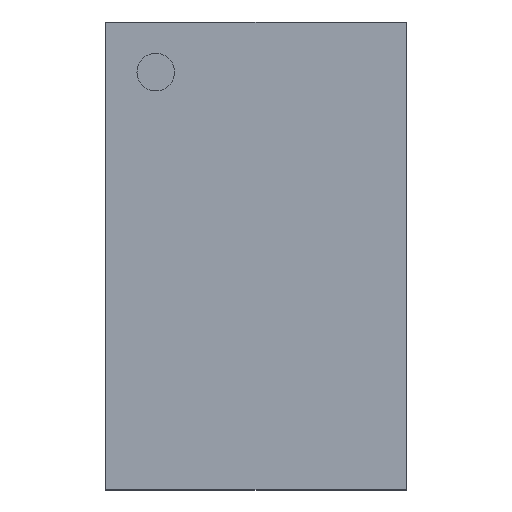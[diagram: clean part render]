
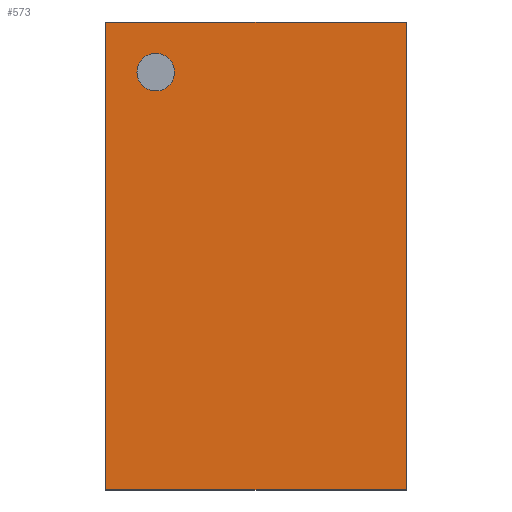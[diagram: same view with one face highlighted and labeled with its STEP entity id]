
A CAD part, top view. The second image highlights one B-rep face of the part: STEP entity #573.
In plain terms, the highlighted planar face has unit normal (0, 0, 1).
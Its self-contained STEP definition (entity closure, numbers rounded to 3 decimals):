
#509 = VERTEX_POINT('',#510);
#510 = CARTESIAN_POINT('',(0.,0.,1.2));
#525 = VERTEX_POINT('',#526);
#526 = CARTESIAN_POINT('',(0.,14.,1.2));
#532 = EDGE_CURVE('',#509,#525,#533,.T.);
#533 = LINE('',#534,#535);
#534 = CARTESIAN_POINT('',(0.,0.,1.2));
#535 = VECTOR('',#536,1.);
#536 = DIRECTION('',(-0.,1.,0.));
#555 = EDGE_CURVE('',#509,#556,#558,.T.);
#556 = VERTEX_POINT('',#557);
#557 = CARTESIAN_POINT('',(9.,0.,1.2));
#558 = LINE('',#559,#560);
#559 = CARTESIAN_POINT('',(0.,0.,1.2));
#560 = VECTOR('',#561,1.);
#561 = DIRECTION('',(1.,0.,-0.));
#573 = ADVANCED_FACE('',(#574,#592),#603,.T.);
#574 = FACE_BOUND('',#575,.T.);
#575 = EDGE_LOOP('',(#576,#577,#578,#586));
#576 = ORIENTED_EDGE('',*,*,#532,.F.);
#577 = ORIENTED_EDGE('',*,*,#555,.T.);
#578 = ORIENTED_EDGE('',*,*,#579,.T.);
#579 = EDGE_CURVE('',#556,#580,#582,.T.);
#580 = VERTEX_POINT('',#581);
#581 = CARTESIAN_POINT('',(9.,14.,1.2));
#582 = LINE('',#583,#584);
#583 = CARTESIAN_POINT('',(9.,0.,1.2));
#584 = VECTOR('',#585,1.);
#585 = DIRECTION('',(-0.,1.,0.));
#586 = ORIENTED_EDGE('',*,*,#587,.F.);
#587 = EDGE_CURVE('',#525,#580,#588,.T.);
#588 = LINE('',#589,#590);
#589 = CARTESIAN_POINT('',(0.,14.,1.2));
#590 = VECTOR('',#591,1.);
#591 = DIRECTION('',(1.,0.,-0.));
#592 = FACE_BOUND('',#593,.T.);
#593 = EDGE_LOOP('',(#594));
#594 = ORIENTED_EDGE('',*,*,#595,.F.);
#595 = EDGE_CURVE('',#596,#596,#598,.T.);
#596 = VERTEX_POINT('',#597);
#597 = CARTESIAN_POINT('',(2.063,12.5,1.2));
#598 = CIRCLE('',#599,0.563);
#599 = AXIS2_PLACEMENT_3D('',#600,#601,#602);
#600 = CARTESIAN_POINT('',(1.5,12.5,1.2));
#601 = DIRECTION('',(0.,0.,1.));
#602 = DIRECTION('',(1.,0.,-0.));
#603 = PLANE('',#604);
#604 = AXIS2_PLACEMENT_3D('',#605,#606,#607);
#605 = CARTESIAN_POINT('',(0.,0.,1.2));
#606 = DIRECTION('',(0.,0.,1.));
#607 = DIRECTION('',(1.,0.,-0.));
